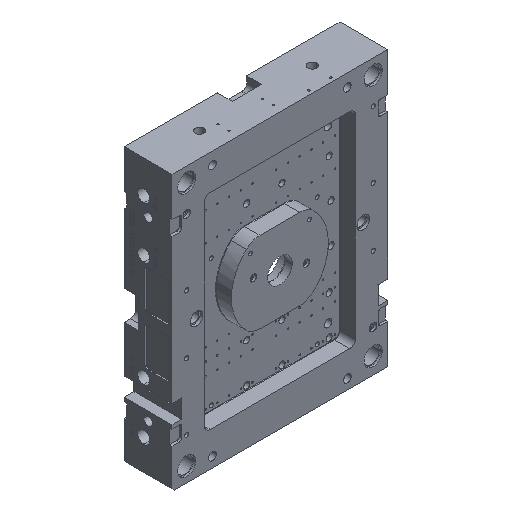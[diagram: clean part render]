
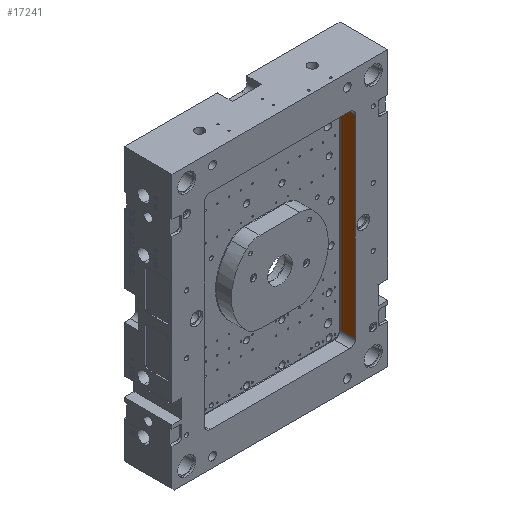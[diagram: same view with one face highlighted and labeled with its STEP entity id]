
A CAD part, isometric view. The second image highlights one B-rep face of the part: STEP entity #17241.
In plain terms, the highlighted free-form (B-spline) face has degree [1, 1] with [2, 2] control points.
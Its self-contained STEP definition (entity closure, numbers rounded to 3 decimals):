
#16492 = VERTEX_POINT('',#16493);
#16493 = CARTESIAN_POINT('',(279.4,-177.238,
    359.929));
#16499 = EDGE_CURVE('',#16492,#16500,#16502,.T.);
#16500 = VERTEX_POINT('',#16501);
#16501 = CARTESIAN_POINT('',(279.4,-177.238,
    -359.929));
#16502 = B_SPLINE_CURVE_WITH_KNOTS('',1,(#16503,#16504),.UNSPECIFIED.,
  .F.,.F.,(2,2),(0.,502.92),.PIECEWISE_BEZIER_KNOTS.);
#16503 = CARTESIAN_POINT('',(279.4,-177.238,
    359.929));
#16504 = CARTESIAN_POINT('',(279.4,-177.238,
    -359.929));
#16977 = VERTEX_POINT('',#16978);
#16978 = CARTESIAN_POINT('',(279.4,-120.976,
    -359.929));
#17006 = VERTEX_POINT('',#17007);
#17007 = CARTESIAN_POINT('',(279.4,-120.976,
    359.929));
#17013 = EDGE_CURVE('',#17006,#16977,#17014,.T.);
#17014 = B_SPLINE_CURVE_WITH_KNOTS('',1,(#17015,#17016),.UNSPECIFIED.,
  .F.,.F.,(2,2),(0.,502.92),.PIECEWISE_BEZIER_KNOTS.);
#17015 = CARTESIAN_POINT('',(279.4,-120.976,
    359.929));
#17016 = CARTESIAN_POINT('',(279.4,-120.976,
    -359.929));
#17230 = EDGE_CURVE('',#16492,#17006,#17231,.T.);
#17231 = B_SPLINE_CURVE_WITH_KNOTS('',1,(#17232,#17233),.UNSPECIFIED.,
  .F.,.F.,(2,2),(0.,39.307),.PIECEWISE_BEZIER_KNOTS.);
#17232 = CARTESIAN_POINT('',(279.4,-177.238,
    359.929));
#17233 = CARTESIAN_POINT('',(279.4,-120.976,
    359.929));
#17241 = ADVANCED_FACE('',(#17242),#17252,.F.);
#17242 = FACE_BOUND('',#17243,.T.);
#17243 = EDGE_LOOP('',(#17244,#17249,#17250,#17251));
#17244 = ORIENTED_EDGE('',*,*,#17245,.F.);
#17245 = EDGE_CURVE('',#16500,#16977,#17246,.T.);
#17246 = B_SPLINE_CURVE_WITH_KNOTS('',1,(#17247,#17248),.UNSPECIFIED.,
  .F.,.F.,(2,2),(0.,39.307),.PIECEWISE_BEZIER_KNOTS.);
#17247 = CARTESIAN_POINT('',(279.4,-177.238,
    -359.929));
#17248 = CARTESIAN_POINT('',(279.4,-120.976,
    -359.929));
#17249 = ORIENTED_EDGE('',*,*,#16499,.F.);
#17250 = ORIENTED_EDGE('',*,*,#17230,.T.);
#17251 = ORIENTED_EDGE('',*,*,#17013,.T.);
#17252 = B_SPLINE_SURFACE_WITH_KNOTS('',1,1,(
    (#17253,#17254)
    ,(#17255,#17256
  )),.UNSPECIFIED.,.F.,.F.,.F.,(2,2),(2,2),(-502.92,0.),(-39.307,0.),
  .PIECEWISE_BEZIER_KNOTS.);
#17253 = CARTESIAN_POINT('',(279.4,-120.976,
    -359.929));
#17254 = CARTESIAN_POINT('',(279.4,-177.238,
    -359.929));
#17255 = CARTESIAN_POINT('',(279.4,-120.976,
    359.929));
#17256 = CARTESIAN_POINT('',(279.4,-177.238,
    359.929));
